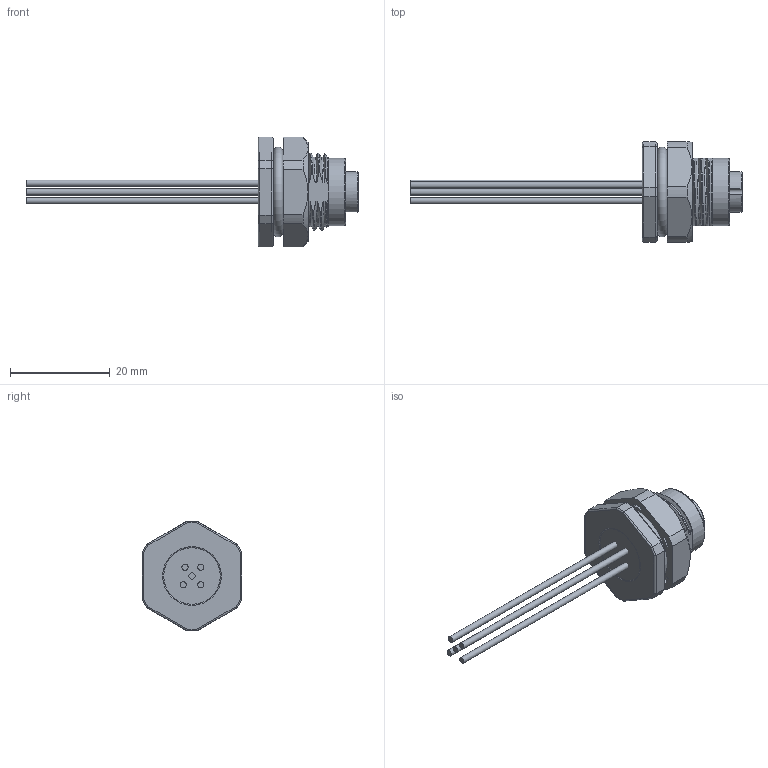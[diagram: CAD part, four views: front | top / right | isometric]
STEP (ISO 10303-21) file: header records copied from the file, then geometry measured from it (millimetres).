
FILE_DESCRIPTION(/* description */ ('Unknown'),/* implementation_level */ '2;1');
FILE_NAME(/* name */ '643421100405',/* time_stamp */ '2024-12-05T14:50:21+01:00',/* author */ ('Unknown'),/* organization */ ('Unknown'),/* preprocessor_version */ 'ST-DEVELOPER v19.4',/* originating_system */ 'Solid Edge',/* authorisation */ 'Unknown');
FILE_SCHEMA (('AUTOMOTIVE_DESIGN {1 0 10303 214 3 1 1}'));
Length unit declared in the file: millimetre
Products named in the file (13): 6434211004xx; 643421100405; 6434x11004xx_Seal_inner; 6434211004xx_Housing; 6434211004xx_Pin; 6434211004xx_Resin; 6434x11004xx_Seal_outer; 643xx01004xx_Nut; Wire 22AWG Black; Wire 22AWG Blue; Wire 22AWG White; Wire 22AWG Brown; Wire 22AWG Grey
Assembly tree (16 placements, depth 2):
  6434211004xx
    643421100405
    6434x11004xx_Seal_inner
    6434211004xx_Housing
    6434211004xx_Pin  x5
    6434211004xx_Resin
    6434x11004xx_Seal_outer
    643xx01004xx_Nut
    Wire 22AWG Black
    Wire 22AWG Blue
    Wire 22AWG White
    Wire 22AWG Brown
    Wire 22AWG Grey
Bounding box: 66.42 x 20 x 22 mm (x, y, z)
Volume: 4241.9 mm3; surface area: 6615.6 mm2
Topology: 16 solids, 16 shells, 629 faces, 1619 edges, 1064 vertices
Faces by surface type: plane 361, cylinder 176, cone 50, bspline 32, torus 10
Full cylindrical faces by diameter (mm): 0.77 x5, 1.05 x5, 1.1 x5, 1.19 x5, 1.245 x5, 1.6 x20, 1.64 x5, 1.78 x10, 1.8 x5, 1.9 x5, 8.2 x1, 8.74 x4, 9.14 x2, 10.58 x1, 10.6 x1, 12 x7, 13.5 x1, 16 x3
Entity records: 28182 total; most frequent: CARTESIAN_POINT 16351, ORIENTED_EDGE 2346, DIRECTION 2199, EDGE_CURVE 1173, VERTEX_POINT 809, LINE 767, VECTOR 767, AXIS2_PLACEMENT_3D 716
